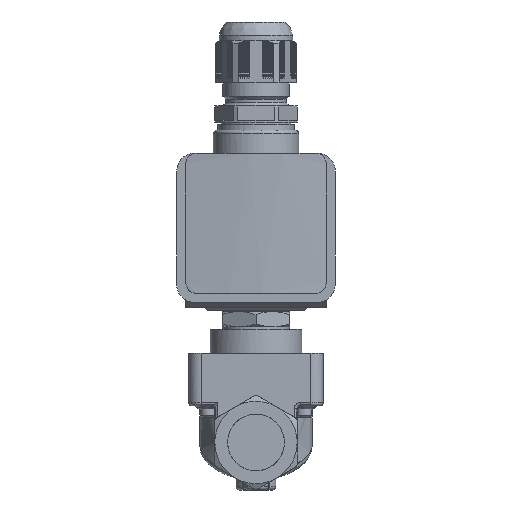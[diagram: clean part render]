
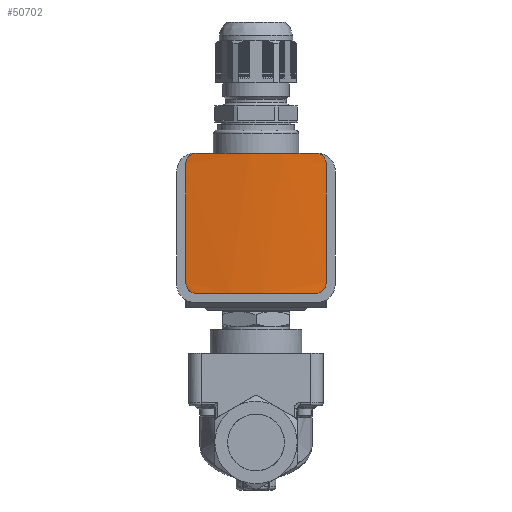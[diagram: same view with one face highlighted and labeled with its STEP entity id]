
A CAD part, front view. The second image highlights one B-rep face of the part: STEP entity #50702.
In plain terms, the highlighted free-form (B-spline) face has degree [2, 1] with [9, 2] control points.
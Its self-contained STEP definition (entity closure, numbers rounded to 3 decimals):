
#22588 = CARTESIAN_POINT ('', (-19.5, -62.398, 94.897));
#22589 = VERTEX_POINT ('', #22588);
#22590 = CARTESIAN_POINT ('', (19.5, -62.398, 94.897));
#22591 = VERTEX_POINT ('', #22590);
#22592 = CARTESIAN_POINT ('', (-19.5, -62.398, 94.897));
#22593 = CARTESIAN_POINT ('', (0., -64.649, 94.897));
#22594 = CARTESIAN_POINT ('', (19.5, -62.398, 94.897));
#22595 = (
   BOUNDED_CURVE ()
   B_SPLINE_CURVE (2, (#22592, #22593, #22594), .UNSPECIFIED., .F., .U.)
   B_SPLINE_CURVE_WITH_KNOTS ((3, 3), (83.413, 96.587), .UNSPECIFIED.)
   CURVE ()
   GEOMETRIC_REPRESENTATION_ITEM ()
   RATIONAL_B_SPLINE_CURVE ((1., 0.993, 1.))
   REPRESENTATION_ITEM ('')
);
#22596 = EDGE_CURVE ('', #22589, #22591, #22595, .T.);
#49995 = CARTESIAN_POINT ('', (-23., -61.957, 91.397));
#49996 = VERTEX_POINT ('', #49995);
#50004 = CARTESIAN_POINT ('', (-19.5, -62.398, 94.897));
#50005 = CARTESIAN_POINT ('', (-19.939, -62.347, 94.897));
#50006 = CARTESIAN_POINT ('', (-20.408, -62.291, 94.81));
#50007 = CARTESIAN_POINT ('', (-21.27, -62.185, 94.453));
#50008 = CARTESIAN_POINT ('', (-21.664, -62.134, 94.183));
#50009 = CARTESIAN_POINT ('', (-22.285, -62.053, 93.562));
#50010 = CARTESIAN_POINT ('', (-22.554, -62.017, 93.169));
#50011 = CARTESIAN_POINT ('', (-22.912, -61.969, 92.307));
#50012 = CARTESIAN_POINT ('', (-23., -61.957, 91.837));
#50013 = CARTESIAN_POINT ('', (-23., -61.957, 91.397));
#50014 = B_SPLINE_CURVE_WITH_KNOTS ('', 3, (#50004, #50005, #50006, #50007, #50008, #50009, #50010, #50011, #50012, #50013), .UNSPECIFIED., .F., .U., (4, 2, 2, 2, 4), (-0.529, -0.397, -0.264, -0.132, 0.), .UNSPECIFIED.);
#50015 = EDGE_CURVE ('', #22589, #49996, #50014, .T.);
#50048 = CARTESIAN_POINT ('', (-23., -61.957, 52.397));
#50049 = VERTEX_POINT ('', #50048);
#50055 = CARTESIAN_POINT ('', (-23., -61.957, 91.397));
#50056 = CARTESIAN_POINT ('', (-23., -61.957, 52.397));
#50057 = B_SPLINE_CURVE_WITH_KNOTS ('', 1, (#50055, #50056), .UNSPECIFIED., .F., .U., (2, 2), (0., 1.), .UNSPECIFIED.);
#50058 = EDGE_CURVE ('', #49996, #50049, #50057, .T.);
#50074 = CARTESIAN_POINT ('', (-19.5, -62.398, 48.897));
#50075 = VERTEX_POINT ('', #50074);
#50083 = CARTESIAN_POINT ('', (-23., -61.957, 52.397));
#50084 = CARTESIAN_POINT ('', (-23., -61.957, 51.958));
#50085 = CARTESIAN_POINT ('', (-22.912, -61.969, 51.489));
#50086 = CARTESIAN_POINT ('', (-22.556, -62.017, 50.629));
#50087 = CARTESIAN_POINT ('', (-22.288, -62.053, 50.236));
#50088 = CARTESIAN_POINT ('', (-21.667, -62.134, 49.614));
#50089 = CARTESIAN_POINT ('', (-21.273, -62.184, 49.343));
#50090 = CARTESIAN_POINT ('', (-20.409, -62.291, 48.985));
#50091 = CARTESIAN_POINT ('', (-19.94, -62.347, 48.897));
#50092 = CARTESIAN_POINT ('', (-19.5, -62.398, 48.897));
#50093 = B_SPLINE_CURVE_WITH_KNOTS ('', 3, (#50083, #50084, #50085, #50086, #50087, #50088, #50089, #50090, #50091, #50092), .UNSPECIFIED., .F., .U., (4, 2, 2, 2, 4), (-2.117, -1.985, -1.853, -1.72, -1.587), .UNSPECIFIED.);
#50094 = EDGE_CURVE ('', #50049, #50075, #50093, .T.);
#50125 = CARTESIAN_POINT ('', (19.5, -62.398, 48.897));
#50126 = VERTEX_POINT ('', #50125);
#50127 = CARTESIAN_POINT ('', (19.5, -62.398, 48.897));
#50128 = CARTESIAN_POINT ('', (0., -64.649, 48.897));
#50129 = CARTESIAN_POINT ('', (-19.5, -62.398, 48.897));
#50130 = (
   BOUNDED_CURVE ()
   B_SPLINE_CURVE (2, (#50127, #50128, #50129), .UNSPECIFIED., .F., .U.)
   B_SPLINE_CURVE_WITH_KNOTS ((3, 3), (83.413, 96.587), .UNSPECIFIED.)
   CURVE ()
   GEOMETRIC_REPRESENTATION_ITEM ()
   RATIONAL_B_SPLINE_CURVE ((1., 0.993, 1.))
   REPRESENTATION_ITEM ('')
);
#50131 = EDGE_CURVE ('', #50126, #50075, #50130, .T.);
#50154 = CARTESIAN_POINT ('', (23., -61.957, 52.397));
#50155 = VERTEX_POINT ('', #50154);
#50163 = CARTESIAN_POINT ('', (19.5, -62.398, 48.897));
#50164 = CARTESIAN_POINT ('', (19.94, -62.347, 48.897));
#50165 = CARTESIAN_POINT ('', (20.409, -62.291, 48.985));
#50166 = CARTESIAN_POINT ('', (21.273, -62.184, 49.343));
#50167 = CARTESIAN_POINT ('', (21.667, -62.134, 49.614));
#50168 = CARTESIAN_POINT ('', (22.288, -62.053, 50.236));
#50169 = CARTESIAN_POINT ('', (22.556, -62.017, 50.629));
#50170 = CARTESIAN_POINT ('', (22.912, -61.969, 51.489));
#50171 = CARTESIAN_POINT ('', (23., -61.957, 51.958));
#50172 = CARTESIAN_POINT ('', (23., -61.957, 52.397));
#50173 = B_SPLINE_CURVE_WITH_KNOTS ('', 3, (#50163, #50164, #50165, #50166, #50167, #50168, #50169, #50170, #50171, #50172), .UNSPECIFIED., .F., .U., (4, 2, 2, 2, 4), (-1.588, -1.455, -1.322, -1.19, -1.058), .UNSPECIFIED.);
#50174 = EDGE_CURVE ('', #50126, #50155, #50173, .T.);
#50212 = CARTESIAN_POINT ('', (23., -61.957, 91.397));
#50213 = VERTEX_POINT ('', #50212);
#50219 = CARTESIAN_POINT ('', (23., -61.957, 91.397));
#50220 = CARTESIAN_POINT ('', (23., -61.957, 52.397));
#50221 = B_SPLINE_CURVE_WITH_KNOTS ('', 1, (#50219, #50220), .UNSPECIFIED., .F., .U., (2, 2), (0., 1.), .UNSPECIFIED.);
#50222 = EDGE_CURVE ('', #50213, #50155, #50221, .T.);
#50636 = CARTESIAN_POINT ('', (23., -61.957, 91.397));
#50637 = CARTESIAN_POINT ('', (23., -61.957, 91.837));
#50638 = CARTESIAN_POINT ('', (22.912, -61.969, 92.307));
#50639 = CARTESIAN_POINT ('', (22.554, -62.017, 93.169));
#50640 = CARTESIAN_POINT ('', (22.285, -62.053, 93.562));
#50641 = CARTESIAN_POINT ('', (21.664, -62.134, 94.183));
#50642 = CARTESIAN_POINT ('', (21.27, -62.185, 94.453));
#50643 = CARTESIAN_POINT ('', (20.408, -62.291, 94.81));
#50644 = CARTESIAN_POINT ('', (19.939, -62.347, 94.897));
#50645 = CARTESIAN_POINT ('', (19.5, -62.398, 94.897));
#50646 = B_SPLINE_CURVE_WITH_KNOTS ('', 3, (#50636, #50637, #50638, #50639, #50640, #50641, #50642, #50643, #50644, #50645), .UNSPECIFIED., .F., .U., (4, 2, 2, 2, 4), (-1.058, -0.926, -0.794, -0.661, -0.529), .UNSPECIFIED.);
#50647 = EDGE_CURVE ('', #50213, #22591, #50646, .T.);
#50673 = ORIENTED_EDGE ('', *, *, #50094, .T.);
#50674 = ORIENTED_EDGE ('', *, *, #50131, .F.);
#50675 = ORIENTED_EDGE ('', *, *, #50174, .T.);
#50676 = ORIENTED_EDGE ('', *, *, #50222, .F.);
#50677 = ORIENTED_EDGE ('', *, *, #50647, .T.);
#50678 = ORIENTED_EDGE ('', *, *, #22596, .F.);
#50679 = ORIENTED_EDGE ('', *, *, #50015, .T.);
#50680 = ORIENTED_EDGE ('', *, *, #50058, .T.);
#50681 = EDGE_LOOP ('', (#50673, #50674, #50675, #50676, #50677, #50678, #50679, #50680));
#50682 = FACE_OUTER_BOUND ('', #50681, .T.);
#50683 = CARTESIAN_POINT ('', (-170., 106.48, 99.498));
#50684 = CARTESIAN_POINT ('', (-170., 106.48, 44.296));
#50685 = CARTESIAN_POINT ('', (-170., 276.48, 99.498));
#50686 = CARTESIAN_POINT ('', (-170., 276.48, 44.296));
#50687 = CARTESIAN_POINT ('', (0., 276.48, 99.498));
#50688 = CARTESIAN_POINT ('', (0., 276.48, 44.296));
#50689 = CARTESIAN_POINT ('', (170., 276.48, 99.498));
#50690 = CARTESIAN_POINT ('', (170., 276.48, 44.296));
#50691 = CARTESIAN_POINT ('', (170., 106.48, 99.498));
#50692 = CARTESIAN_POINT ('', (170., 106.48, 44.296));
#50693 = CARTESIAN_POINT ('', (170., -63.52, 99.498));
#50694 = CARTESIAN_POINT ('', (170., -63.52, 44.296));
#50695 = CARTESIAN_POINT ('', (0., -63.52, 99.498));
#50696 = CARTESIAN_POINT ('', (0., -63.52, 44.296));
#50697 = CARTESIAN_POINT ('', (-170., -63.52, 99.498));
#50698 = CARTESIAN_POINT ('', (-170., -63.52, 44.296));
#50699 = CARTESIAN_POINT ('', (-170., 106.48, 99.498));
#50700 = CARTESIAN_POINT ('', (-170., 106.48, 44.296));
#50701 = (
   BOUNDED_SURFACE ()
   B_SPLINE_SURFACE (2, 1, ((#50683, #50684), (#50685, #50686), (#50687, #50688), (#50689, #50690), (#50691, #50692), (#50693, #50694), (#50695, #50696), (#50697, #50698), (#50699, #50700)), .UNSPECIFIED., .T., .F., .U.)
   B_SPLINE_SURFACE_WITH_KNOTS ((3, 2, 2, 2, 3), (2, 2), (0., 0.25, 0.5, 0.75, 1.), (0., 1.), .UNSPECIFIED.)
   SURFACE ()
   GEOMETRIC_REPRESENTATION_ITEM ()
   RATIONAL_B_SPLINE_SURFACE (((1., 1.), (0.707, 0.707), (1., 1.), (0.707, 0.707), (1., 1.), (0.707, 0.707), (1., 1.), (0.707, 0.707), (1., 1.)))
   REPRESENTATION_ITEM ('')
);
#50702 = ADVANCED_FACE ('', (#50682), #50701, .T.);
